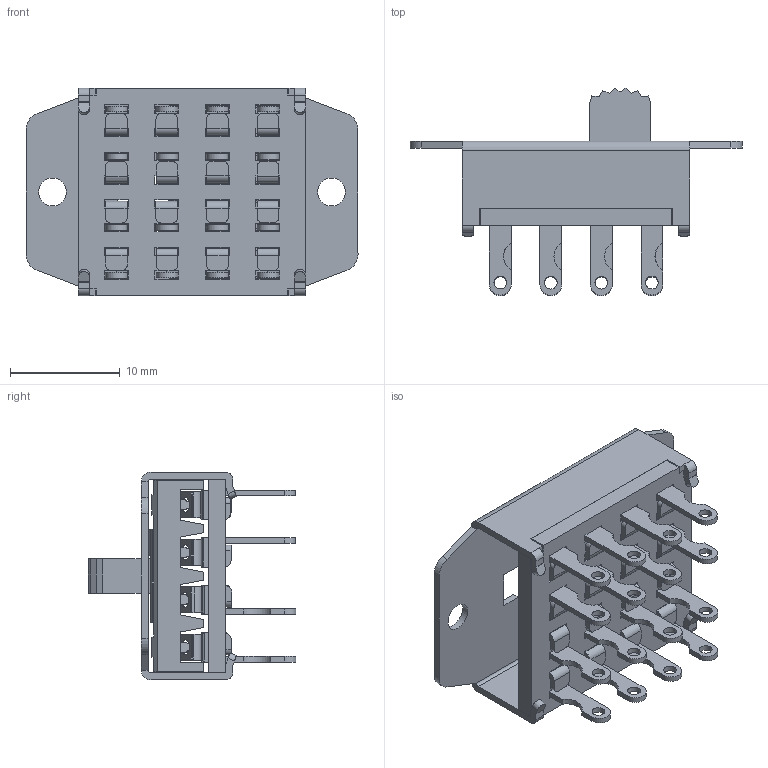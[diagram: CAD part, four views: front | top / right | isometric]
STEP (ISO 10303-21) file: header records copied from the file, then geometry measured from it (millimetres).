
FILE_DESCRIPTION(/* description */ (''),/* implementation_level */ '2;1');
FILE_NAME(/* name */ 'G-169S-0000_3D Model.stp',/* time_stamp */ '2023-10-02T10:03:45-04:00',/* author */ ('dwiltbank'),/* organization */ (''),/* preprocessor_version */ 'ST-DEVELOPER v19.2',/* originating_system */ 'Autodesk Inventor 2024',/* authorisation */ '');
FILE_SCHEMA (('AUTOMOTIVE_DESIGN { 1 0 10303 214 3 1 1 }'));
Length unit declared in the file: inch
Products named in the file (1): G-169S-0000_Shrinkwrap_1
Bounding box: 30.23 x 18.92 x 18.92 mm (x, y, z)
Volume: 1848.5 mm3; surface area: 5102.6 mm2
Topology: 1 solids, 1 shells, 1088 faces, 3337 edges, 2202 vertices
Faces by surface type: plane 715, cylinder 373
Full cylindrical faces by diameter (mm): 1.168 x16, 1.6 x8, 2.54 x2
Entity records: 38663 total; most frequent: CARTESIAN_POINT 6698, ORIENTED_EDGE 6674, DIRECTION 6237, EDGE_CURVE 3337, LINE 2583, VECTOR 2583, VERTEX_POINT 2202, AXIS2_PLACEMENT_3D 1827
